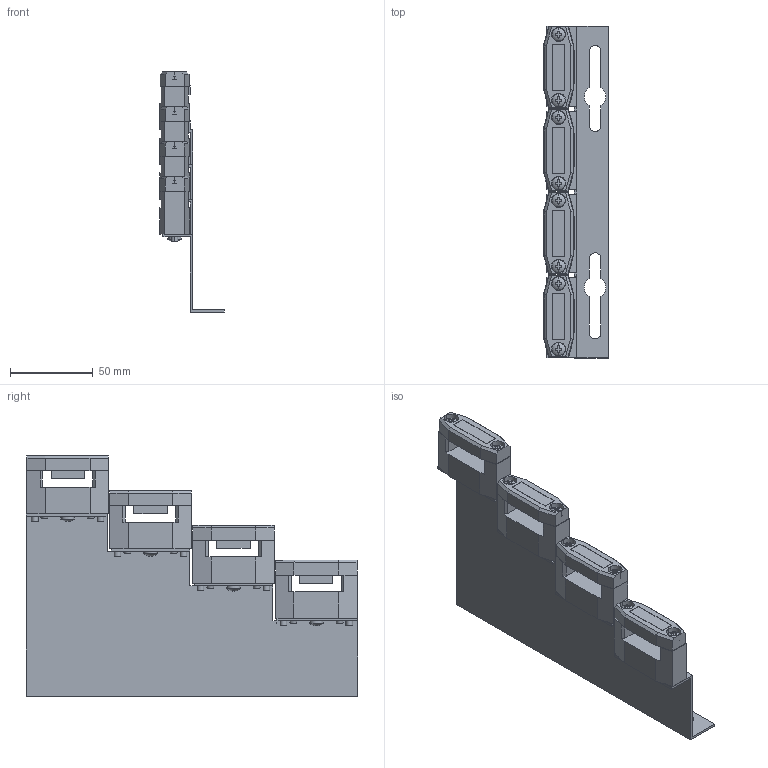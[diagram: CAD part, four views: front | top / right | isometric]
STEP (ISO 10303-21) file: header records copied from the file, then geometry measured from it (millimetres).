
FILE_DESCRIPTION(('STEP AP214'),'1');
FILE_NAME('cctmp_395D9977-F965-4E72-BC05-2A4C97BFE5B8_2023_04_06_10_58_47_0899..stp','2023-04-06T08:58:48',('SIEMENS A&D'),('CADClick - www.CADClick.com'),'Spatial InterOp 3D',' ','unknown authorization');
FILE_SCHEMA(('AUTOMOTIVE_DESIGN'));
Length unit declared in the file: millimetre
Products named in the file (22): cc_unnamed; 8GF5761_20; 8GF5761_19; 8GF5761_18; 8GF5761_17; 8GF5761_16; 8GF5761_15; 8GF5761_14; 8GF5761_13; 8GF5761_12; 8GF5761_11; 8GF5761_10; 8GF5761_9; 8GF5761_8; 8GF5761_7; 8GF5761_6; 8GF5761_5; 8GF5761_4; 8GF5761_3; 8GF5761_2; 8GF5761_1; 8GF5761
Assembly tree (21 placements, depth 2):
  cc_unnamed
    8GF5761_20
    8GF5761_19
    8GF5761_18
    8GF5761_17
    8GF5761_16
    8GF5761_15
    8GF5761_14
    8GF5761_13
    8GF5761_12
    8GF5761_11
    8GF5761_10
    8GF5761_9
    8GF5761_8
    8GF5761_7
    8GF5761_6
    8GF5761_5
    8GF5761_4
    8GF5761_3
    8GF5761_2
    8GF5761_1
    8GF5761
Bounding box: 39 x 200 x 145.01 mm (x, y, z)
Volume: 131694 mm3; surface area: 85026.6 mm2
Topology: 21 solids, 21 shells, 582 faces, 1430 edges, 934 vertices
Faces by surface type: plane 426, cylinder 116, sphere 24, cone 16
Entity records: 22445 total; most frequent: DIRECTION 3078, CARTESIAN_POINT 2968, ORIENTED_EDGE 2860, EDGE_CURVE 1430, AXIS2_PLACEMENT_3D 1044, LINE 990, VECTOR 990, VERTEX_POINT 934
